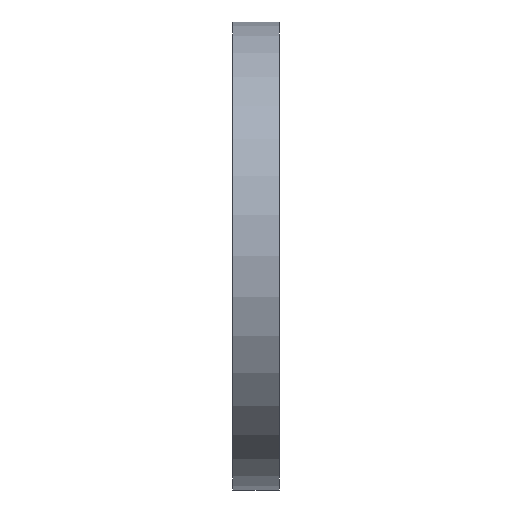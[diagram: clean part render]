
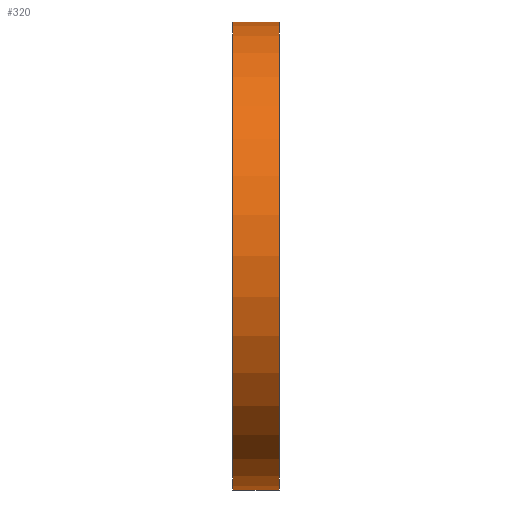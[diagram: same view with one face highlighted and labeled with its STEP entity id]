
A CAD part, left-side view. The second image highlights one B-rep face of the part: STEP entity #320.
In plain terms, the highlighted cylindrical face has radius 100 mm (diameter 200 mm), a partial arc.
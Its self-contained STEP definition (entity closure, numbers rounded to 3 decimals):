
#43 = LINE ( 'NONE', #411, #333 ) ;
#46 = EDGE_LOOP ( 'NONE', ( #216, #439, #239, #352 ) ) ;
#84 = CARTESIAN_POINT ( 'NONE',  ( 0., 0., 0. ) ) ;
#88 = DIRECTION ( 'NONE',  ( 0., 0., 1. ) ) ;
#172 = EDGE_CURVE ( 'NONE', #232, #792, #565, .T. ) ;
#178 = EDGE_CURVE ( 'NONE', #546, #232, #527, .T. ) ;
#198 = CARTESIAN_POINT ( 'NONE',  ( 0., 20., 0. ) ) ;
#216 = ORIENTED_EDGE ( 'NONE', *, *, #178, .F. ) ;
#217 = CARTESIAN_POINT ( 'NONE',  ( 0., 20., 100. ) ) ;
#230 = DIRECTION ( 'NONE',  ( 0., 1., 0. ) ) ;
#231 = EDGE_CURVE ( 'NONE', #546, #766, #470, .T. ) ;
#232 = VERTEX_POINT ( 'NONE', #734 ) ;
#239 = ORIENTED_EDGE ( 'NONE', *, *, #769, .T. ) ;
#250 = AXIS2_PLACEMENT_3D ( 'NONE', #689, #230, #563 ) ;
#266 = DIRECTION ( 'NONE',  ( 0., 0., 1. ) ) ;
#320 = ADVANCED_FACE ( 'NONE', ( #387 ), #830, .T. ) ;
#332 = DIRECTION ( 'NONE',  ( 0., 1., 0. ) ) ;
#333 = VECTOR ( 'NONE', #355, 1000. ) ;
#337 = DIRECTION ( 'NONE',  ( 0., 1., 0. ) ) ;
#339 = CARTESIAN_POINT ( 'NONE',  ( 0., 0., -100. ) ) ;
#352 = ORIENTED_EDGE ( 'NONE', *, *, #172, .F. ) ;
#355 = DIRECTION ( 'NONE',  ( 0., 1., 0. ) ) ;
#387 = FACE_OUTER_BOUND ( 'NONE', #46, .T. ) ;
#411 = CARTESIAN_POINT ( 'NONE',  ( 0., 34.695, 100. ) ) ;
#413 = VECTOR ( 'NONE', #337, 1000. ) ;
#439 = ORIENTED_EDGE ( 'NONE', *, *, #231, .T. ) ;
#470 = CIRCLE ( 'NONE', #487, 100. ) ;
#487 = AXIS2_PLACEMENT_3D ( 'NONE', #84, #730, #88 ) ;
#527 = LINE ( 'NONE', #720, #413 ) ;
#546 = VERTEX_POINT ( 'NONE', #339 ) ;
#563 = DIRECTION ( 'NONE',  ( 0., 0., 1. ) ) ;
#565 = CIRCLE ( 'NONE', #778, 100. ) ;
#673 = CARTESIAN_POINT ( 'NONE',  ( 0., 0., 100. ) ) ;
#689 = CARTESIAN_POINT ( 'NONE',  ( 0., 34.695, 0. ) ) ;
#720 = CARTESIAN_POINT ( 'NONE',  ( 0., 34.695, -100. ) ) ;
#730 = DIRECTION ( 'NONE',  ( 0., 1., 0. ) ) ;
#734 = CARTESIAN_POINT ( 'NONE',  ( 0., 20., -100. ) ) ;
#766 = VERTEX_POINT ( 'NONE', #673 ) ;
#769 = EDGE_CURVE ( 'NONE', #766, #792, #43, .T. ) ;
#778 = AXIS2_PLACEMENT_3D ( 'NONE', #198, #332, #266 ) ;
#792 = VERTEX_POINT ( 'NONE', #217 ) ;
#830 = CYLINDRICAL_SURFACE ( 'NONE', #250, 100. ) ;
